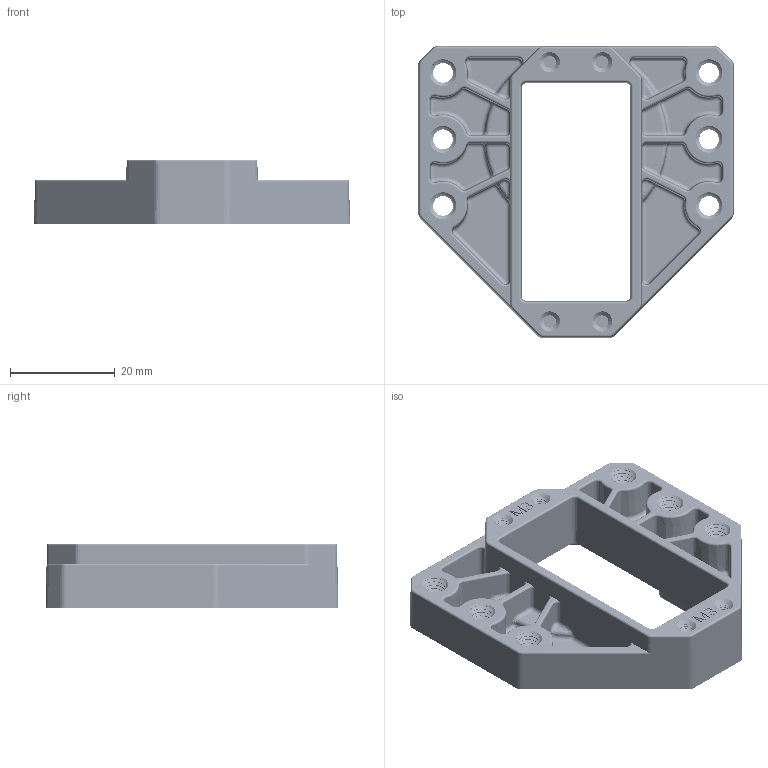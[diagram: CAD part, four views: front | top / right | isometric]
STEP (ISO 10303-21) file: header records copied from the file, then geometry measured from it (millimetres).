
FILE_DESCRIPTION (( 'STEP AP203' ), '1' );
FILE_NAME ('REV-21-2896.STEP', '2022-04-18T16:38:36', ( '' ), ( '' ), 'SwSTEP 2.0', 'SolidWorks 2022', '' );
FILE_SCHEMA (( 'CONFIG_CONTROL_DESIGN' ));
Products named in the file (1): REV-21-2896
Bounding box: 60.33 x 55.85 x 12.39 mm (x, y, z)
Volume: 11856.7 mm3; surface area: 14181.6 mm2
Topology: 11 solids, 11 shells, 3087 faces, 8715 edges, 5704 vertices
Faces by surface type: cone 1134, cylinder 887, bspline 620, plane 246, torus 198, sphere 2
Entity records: 189312 total; most frequent: CARTESIAN_POINT 118823, ORIENTED_EDGE 17398, DIRECTION 12755, EDGE_CURVE 8699, AXIS2_PLACEMENT_3D 5830, VERTEX_POINT 5704, CIRCLE 3362, EDGE_LOOP 3191
